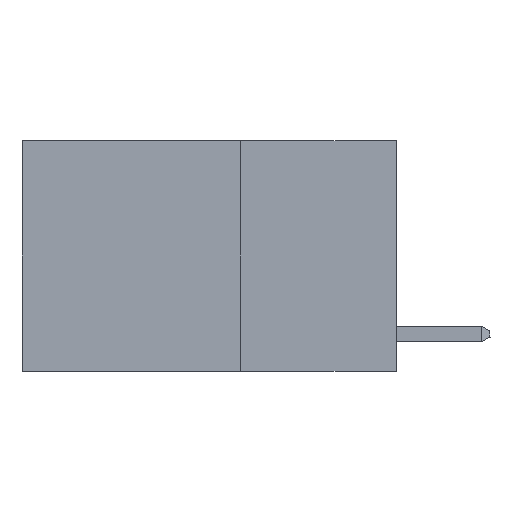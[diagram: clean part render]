
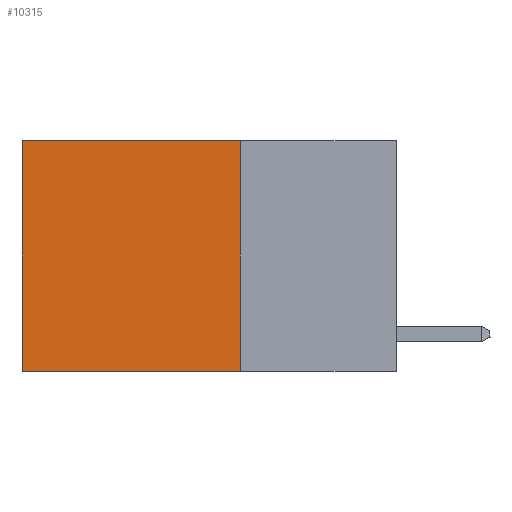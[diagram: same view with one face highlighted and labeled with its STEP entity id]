
A CAD part, left-side view. The second image highlights one B-rep face of the part: STEP entity #10315.
In plain terms, the highlighted planar face has unit normal (-1, 0, 0).
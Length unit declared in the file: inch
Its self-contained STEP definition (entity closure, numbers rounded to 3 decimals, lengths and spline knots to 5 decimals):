
#109 = VERTEX_POINT ( 'NONE', #6571 ) ;
#147 = CARTESIAN_POINT ( 'NONE',  ( 0.2625, 0.25, -0.37 ) ) ;
#1078 = CARTESIAN_POINT ( 'NONE',  ( 0.2625, 0.25, 0. ) ) ;
#1125 = ORIENTED_EDGE ( 'NONE', *, *, #1604, .T. ) ;
#1136 = VERTEX_POINT ( 'NONE', #9234 ) ;
#1504 = FACE_OUTER_BOUND ( 'NONE', #5698, .T. ) ;
#1604 = EDGE_CURVE ( 'NONE', #11934, #109, #5859, .T. ) ;
#2108 = DIRECTION ( 'NONE',  ( 0., 0., -1. ) ) ;
#2839 = VERTEX_POINT ( 'NONE', #4174 ) ;
#3174 = ORIENTED_EDGE ( 'NONE', *, *, #11659, .F. ) ;
#3202 = VECTOR ( 'NONE', #12975, 39.37008 ) ;
#3373 = VECTOR ( 'NONE', #12324, 39.37008 ) ;
#3629 = CARTESIAN_POINT ( 'NONE',  ( 0.2625, 0.6, 0. ) ) ;
#4093 = PLANE ( 'NONE',  #6841 ) ;
#4174 = CARTESIAN_POINT ( 'NONE',  ( 0.2625, 0.25, -0.37 ) ) ;
#4469 = EDGE_CURVE ( 'NONE', #1136, #11934, #12203, .T. ) ;
#5698 = EDGE_LOOP ( 'NONE', ( #1125, #3174, #12139, #10701 ) ) ;
#5859 = LINE ( 'NONE', #5869, #3202 ) ;
#5869 = CARTESIAN_POINT ( 'NONE',  ( 0.2625, 0.6, 0. ) ) ;
#6015 = LINE ( 'NONE', #147, #3373 ) ;
#6119 = DIRECTION ( 'NONE',  ( 0., 0., -1. ) ) ;
#6571 = CARTESIAN_POINT ( 'NONE',  ( 0.2625, 0.6, -0.37 ) ) ;
#6841 = AXIS2_PLACEMENT_3D ( 'NONE', #1078, #8185, #2108 ) ;
#8185 = DIRECTION ( 'NONE',  ( 1., 0., 0. ) ) ;
#8215 = CARTESIAN_POINT ( 'NONE',  ( 0.2625, 0.25, 0. ) ) ;
#8461 = EDGE_CURVE ( 'NONE', #1136, #2839, #10427, .T. ) ;
#8560 = VECTOR ( 'NONE', #11848, 39.37008 ) ;
#9234 = CARTESIAN_POINT ( 'NONE',  ( 0.2625, 0.25, 0. ) ) ;
#9804 = CARTESIAN_POINT ( 'NONE',  ( 0.2625, 0.25, 0. ) ) ;
#10315 = ADVANCED_FACE ( 'NONE', ( #1504 ), #4093, .F. ) ;
#10427 = LINE ( 'NONE', #8215, #10751 ) ;
#10701 = ORIENTED_EDGE ( 'NONE', *, *, #4469, .T. ) ;
#10751 = VECTOR ( 'NONE', #6119, 39.37008 ) ;
#11659 = EDGE_CURVE ( 'NONE', #2839, #109, #6015, .T. ) ;
#11848 = DIRECTION ( 'NONE',  ( 0., 1., 0. ) ) ;
#11934 = VERTEX_POINT ( 'NONE', #3629 ) ;
#12139 = ORIENTED_EDGE ( 'NONE', *, *, #8461, .F. ) ;
#12203 = LINE ( 'NONE', #9804, #8560 ) ;
#12324 = DIRECTION ( 'NONE',  ( 0., 1., 0. ) ) ;
#12975 = DIRECTION ( 'NONE',  ( 0., 0., -1. ) ) ;
